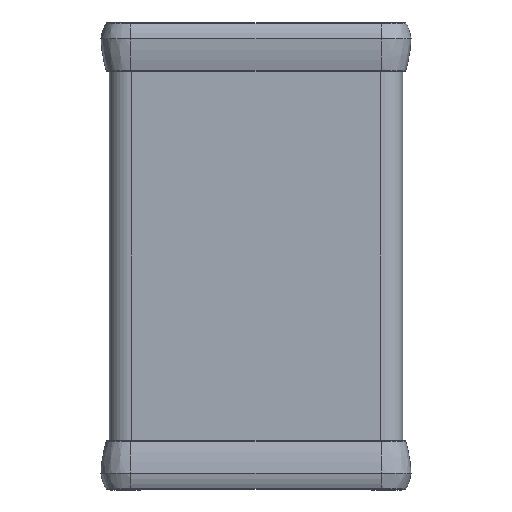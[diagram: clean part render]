
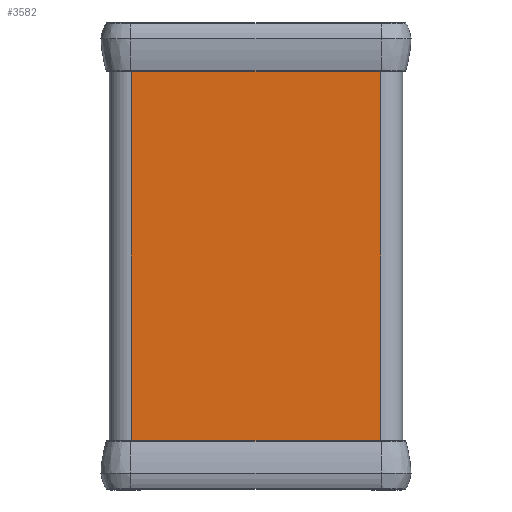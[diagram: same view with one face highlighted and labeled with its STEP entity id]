
A CAD part, front view. The second image highlights one B-rep face of the part: STEP entity #3582.
In plain terms, the highlighted planar face has unit normal (0, -1, 0).
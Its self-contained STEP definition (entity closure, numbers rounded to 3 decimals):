
#159=PLANE('',#3991);
#282=FACE_OUTER_BOUND('',#485,.T.);
#485=EDGE_LOOP('',(#2752,#2753,#2754,#2755));
#763=LINE('',#5849,#1074);
#786=LINE('',#5916,#1097);
#787=LINE('',#5919,#1098);
#788=LINE('',#5920,#1099);
#1074=VECTOR('',#4682,10.);
#1097=VECTOR('',#4751,10.);
#1098=VECTOR('',#4754,10.);
#1099=VECTOR('',#4755,10.);
#1609=VERTEX_POINT('',#5846);
#1610=VERTEX_POINT('',#5848);
#1631=VERTEX_POINT('',#5914);
#1632=VERTEX_POINT('',#5918);
#2022=EDGE_CURVE('',#1610,#1609,#763,.T.);
#2056=EDGE_CURVE('',#1609,#1631,#786,.T.);
#2057=EDGE_CURVE('',#1631,#1632,#787,.T.);
#2058=EDGE_CURVE('',#1610,#1632,#788,.T.);
#2752=ORIENTED_EDGE('',*,*,#2057,.T.);
#2753=ORIENTED_EDGE('',*,*,#2058,.F.);
#2754=ORIENTED_EDGE('',*,*,#2022,.T.);
#2755=ORIENTED_EDGE('',*,*,#2056,.T.);
#3582=ADVANCED_FACE('',(#282),#159,.T.);
#3991=AXIS2_PLACEMENT_3D('',#5917,#4752,#4753);
#4682=DIRECTION('',(1.,0.,0.));
#4751=DIRECTION('',(0.,0.,1.));
#4752=DIRECTION('center_axis',(0.,-1.,0.));
#4753=DIRECTION('ref_axis',(0.,0.,-1.));
#4754=DIRECTION('',(-1.,0.,0.));
#4755=DIRECTION('',(0.,0.,1.));
#5846=CARTESIAN_POINT('',(23.,-11.5,-40.));
#5848=CARTESIAN_POINT('',(-23.,-11.5,-40.));
#5849=CARTESIAN_POINT('',(-23.,-11.5,-40.));
#5914=CARTESIAN_POINT('',(23.,-11.5,40.));
#5916=CARTESIAN_POINT('',(23.,-11.5,0.));
#5917=CARTESIAN_POINT('Origin',(23.,-11.5,0.));
#5918=CARTESIAN_POINT('',(-23.,-11.5,40.));
#5919=CARTESIAN_POINT('',(-23.,-11.5,40.));
#5920=CARTESIAN_POINT('',(-23.,-11.5,0.));
